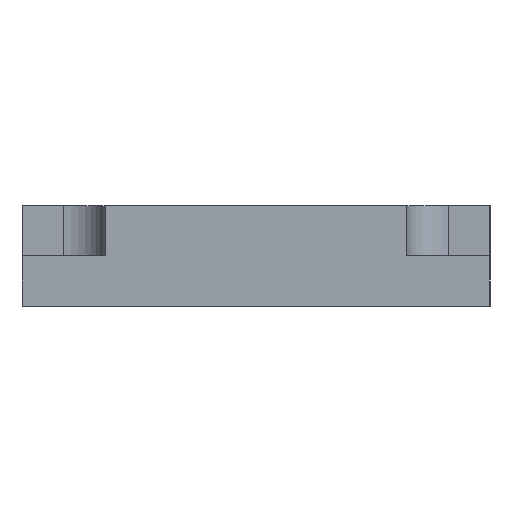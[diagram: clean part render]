
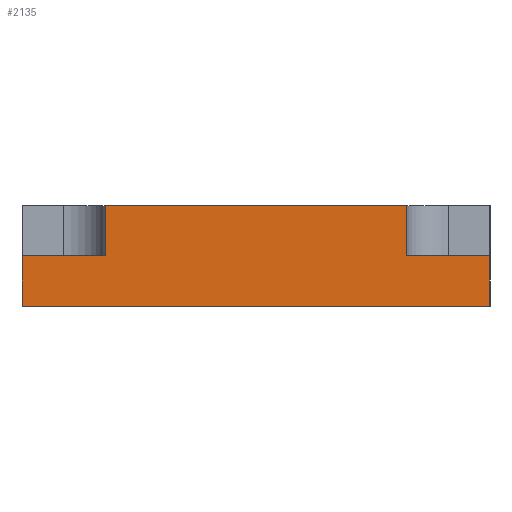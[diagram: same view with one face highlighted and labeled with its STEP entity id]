
A CAD part, left-side view. The second image highlights one B-rep face of the part: STEP entity #2135.
In plain terms, the highlighted planar face has unit normal (-1, 0, 0).
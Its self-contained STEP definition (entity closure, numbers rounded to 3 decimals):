
#530=CARTESIAN_POINT('POINT45',(-79.375,14.3,4.775));
#531=VERTEX_POINT('VERTEX45',#530);
#538=CARTESIAN_POINT('POINT46',(-79.375,14.3,9.525));
#539=VERTEX_POINT('VERTEX46',#538);
#540=CARTESIAN_POINT('POS64',(-79.375,14.3,9.525));
#541=DIRECTION('DIR106',(0.,0.,-1.));
#542=VECTOR('VEC22',#541,25.4);
#543=LINE('STRAIGHT22',#540,#542);
#544=EDGE_CURVE('EDGE50',#539,#531,#543,.T.);
#560=CARTESIAN_POINT('POINT47',(-79.375,-14.3,4.775))
   ;
#561=VERTEX_POINT('VERTEX47',#560);
#562=CARTESIAN_POINT('POINT48',(-79.375,-14.3,9.525));
#563=VERTEX_POINT('VERTEX48',#562);
#564=CARTESIAN_POINT('POS67',(-79.375,-14.3,4.775));
#565=DIRECTION('DIR110',(0.,0.,1.));
#566=VECTOR('VEC24',#565,25.4);
#567=LINE('STRAIGHT24',#564,#566);
#568=EDGE_CURVE('EDGE52',#561,#563,#567,.T.);
#854=CARTESIAN_POINT('POINT65',(-79.375,-22.225,4.775));
#855=VERTEX_POINT('VERTEX65',#854);
#856=CARTESIAN_POINT('POS103',(-79.375,-14.3,4.775));
#857=DIRECTION('DIR159',(0.,-1.,0.));
#858=VECTOR('VEC47',#857,25.4);
#859=LINE('STRAIGHT47',#856,#858);
#860=EDGE_CURVE('EDGE79',#561,#855,#859,.T.);
#1037=CARTESIAN_POINT('POINT77',(-79.375,22.225,4.775));
#1038=VERTEX_POINT('VERTEX77',#1037);
#1045=CARTESIAN_POINT('POS126',(-79.375,22.225,4.775));
#1046=DIRECTION('DIR191',(0.,-1.,0.));
#1047=VECTOR('VEC61',#1046,25.4);
#1048=LINE('STRAIGHT61',#1045,#1047);
#1049=EDGE_CURVE('EDGE97',#1038,#531,#1048,.T.);
#1521=CARTESIAN_POINT('POS179',(-79.375,14.3,9.525));
#1522=DIRECTION('DIR277',(0.,-1.,0.));
#1523=VECTOR('VEC81',#1522,25.4);
#1524=LINE('STRAIGHT81',#1521,#1523);
#1525=EDGE_CURVE('EDGE141',#539,#563,#1524,.T.);
#2101=ORIENTED_EDGE('COEDGE305',*,*,#1049,.F.);
#2102=CARTESIAN_POINT('POINT133',(-79.375,22.225,0.));
#2103=VERTEX_POINT('VERTEX133',#2102);
#2104=CARTESIAN_POINT('POS248',(-79.375,22.225,0.));
#2105=DIRECTION('DIR387',(0.,0.,1.));
#2106=VECTOR('VEC109',#2105,25.4);
#2107=LINE('STRAIGHT109',#2104,#2106);
#2108=EDGE_CURVE('EDGE189',#2103,#1038,#2107,.T.);
#2109=ORIENTED_EDGE('COEDGE306',*,*,#2108,.F.);
#2110=CARTESIAN_POINT('POINT134',(-79.375,-22.225,0.));
#2111=VERTEX_POINT('VERTEX134',#2110);
#2112=CARTESIAN_POINT('POS249',(-79.375,22.225,0.));
#2113=DIRECTION('DIR388',(0.,-1.,0.));
#2114=VECTOR('VEC110',#2113,25.4);
#2115=LINE('STRAIGHT110',#2112,#2114);
#2116=EDGE_CURVE('EDGE190',#2103,#2111,#2115,.T.);
#2117=ORIENTED_EDGE('COEDGE307',*,*,#2116,.T.);
#2118=CARTESIAN_POINT('POS250',(-79.375,-22.225,0.));
#2119=DIRECTION('DIR389',(0.,0.,1.));
#2120=VECTOR('VEC111',#2119,25.4);
#2121=LINE('STRAIGHT111',#2118,#2120);
#2122=EDGE_CURVE('EDGE191',#2111,#855,#2121,.T.);
#2123=ORIENTED_EDGE('COEDGE308',*,*,#2122,.T.);
#2124=ORIENTED_EDGE('COEDGE309',*,*,#860,.F.);
#2125=ORIENTED_EDGE('COEDGE310',*,*,#568,.T.);
#2126=ORIENTED_EDGE('COEDGE311',*,*,#1525,.F.);
#2127=ORIENTED_EDGE('COEDGE312',*,*,#544,.T.);
#2128=EDGE_LOOP('NONE',(#2101,#2109,#2117,#2123,#2124,#2125,#2126,#2127)
   );
#2129=FACE_BOUND('LOOP1',#2128,.T.);
#2130=CARTESIAN_POINT('POS251',(-79.375,22.225,0.));
#2131=DIRECTION('DIR390',(-1.,0.,0.));
#2132=DIRECTION('DIR391',(0.,1.,0.));
#2133=AXIS2_PLACEMENT_3D('AXIS140',#2130,#2131,#2132);
#2134=PLANE('PLANE28',#2133);
#2135=ADVANCED_FACE('FACE60',(#2129),#2134,.T.);
